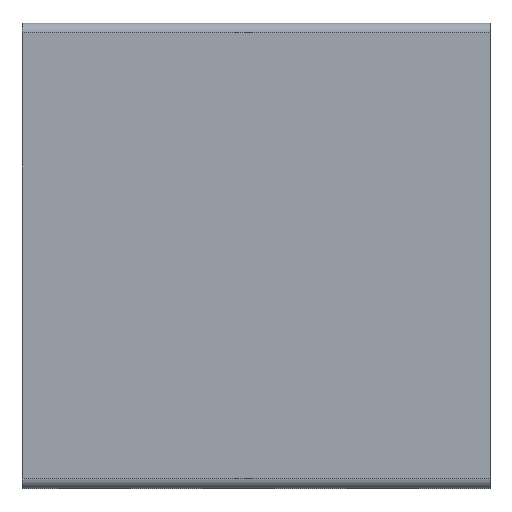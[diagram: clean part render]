
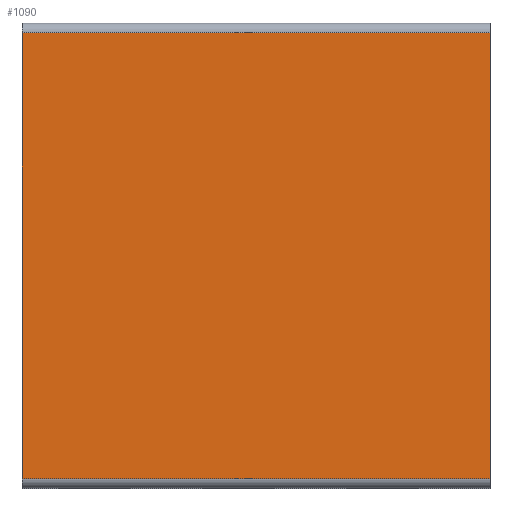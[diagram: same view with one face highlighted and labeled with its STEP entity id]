
A CAD part, top view. The second image highlights one B-rep face of the part: STEP entity #1090.
In plain terms, the highlighted planar face has unit normal (0, 0, 1).
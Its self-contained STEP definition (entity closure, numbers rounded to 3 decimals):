
#32 = PLANE('',#33);
#33 = AXIS2_PLACEMENT_3D('',#34,#35,#36);
#34 = CARTESIAN_POINT('',(17.75,-22.3,0.));
#35 = DIRECTION('',(-1.,0.,0.));
#36 = DIRECTION('',(0.,1.,0.));
#114 = VERTEX_POINT('',#115);
#115 = CARTESIAN_POINT('',(17.75,-21.8,19.6));
#134 = CYLINDRICAL_SURFACE('',#135,0.5);
#135 = AXIS2_PLACEMENT_3D('',#136,#137,#138);
#136 = CARTESIAN_POINT('',(-6.55,-21.8,19.1));
#137 = DIRECTION('',(1.,0.,0.));
#138 = DIRECTION('',(0.,0.,1.));
#146 = EDGE_CURVE('',#114,#147,#149,.T.);
#147 = VERTEX_POINT('',#148);
#148 = CARTESIAN_POINT('',(17.75,1.35,19.6));
#149 = SURFACE_CURVE('',#150,(#154,#161),.PCURVE_S1.);
#150 = LINE('',#151,#152);
#151 = CARTESIAN_POINT('',(17.75,-22.3,19.6));
#152 = VECTOR('',#153,1.);
#153 = DIRECTION('',(0.,1.,0.));
#154 = PCURVE('',#32,#155);
#155 = DEFINITIONAL_REPRESENTATION('',(#156),#160);
#156 = LINE('',#157,#158);
#157 = CARTESIAN_POINT('',(0.,-19.6));
#158 = VECTOR('',#159,1.);
#159 = DIRECTION('',(1.,0.));
#160 = ( GEOMETRIC_REPRESENTATION_CONTEXT(2)
PARAMETRIC_REPRESENTATION_CONTEXT() REPRESENTATION_CONTEXT('2D SPACE',''
) );
#161 = PCURVE('',#162,#167);
#162 = PLANE('',#163);
#163 = AXIS2_PLACEMENT_3D('',#164,#165,#166);
#164 = CARTESIAN_POINT('',(5.6,-10.225,19.6));
#165 = DIRECTION('',(0.,0.,1.));
#166 = DIRECTION('',(1.,0.,0.));
#167 = DEFINITIONAL_REPRESENTATION('',(#168),#172);
#168 = LINE('',#169,#170);
#169 = CARTESIAN_POINT('',(12.15,-12.075));
#170 = VECTOR('',#171,1.);
#171 = DIRECTION('',(0.,1.));
#172 = ( GEOMETRIC_REPRESENTATION_CONTEXT(2)
PARAMETRIC_REPRESENTATION_CONTEXT() REPRESENTATION_CONTEXT('2D SPACE',''
) );
#195 = CYLINDRICAL_SURFACE('',#196,0.5);
#196 = AXIS2_PLACEMENT_3D('',#197,#198,#199);
#197 = CARTESIAN_POINT('',(17.75,1.35,19.1));
#198 = DIRECTION('',(-1.,0.,0.));
#199 = DIRECTION('',(0.,1.,0.));
#305 = PLANE('',#306);
#306 = AXIS2_PLACEMENT_3D('',#307,#308,#309);
#307 = CARTESIAN_POINT('',(-6.55,1.85,0.));
#308 = DIRECTION('',(1.,0.,0.));
#309 = DIRECTION('',(0.,-1.,0.));
#995 = VERTEX_POINT('',#996);
#996 = CARTESIAN_POINT('',(-6.55,-21.8,19.6));
#1020 = EDGE_CURVE('',#995,#114,#1021,.T.);
#1021 = SURFACE_CURVE('',#1022,(#1026,#1033),.PCURVE_S1.);
#1022 = LINE('',#1023,#1024);
#1023 = CARTESIAN_POINT('',(-6.55,-21.8,19.6));
#1024 = VECTOR('',#1025,1.);
#1025 = DIRECTION('',(1.,0.,0.));
#1026 = PCURVE('',#134,#1027);
#1027 = DEFINITIONAL_REPRESENTATION('',(#1028),#1032);
#1028 = LINE('',#1029,#1030);
#1029 = CARTESIAN_POINT('',(0.,0.));
#1030 = VECTOR('',#1031,1.);
#1031 = DIRECTION('',(0.,1.));
#1032 = ( GEOMETRIC_REPRESENTATION_CONTEXT(2)
PARAMETRIC_REPRESENTATION_CONTEXT() REPRESENTATION_CONTEXT('2D SPACE',''
) );
#1033 = PCURVE('',#162,#1034);
#1034 = DEFINITIONAL_REPRESENTATION('',(#1035),#1039);
#1035 = LINE('',#1036,#1037);
#1036 = CARTESIAN_POINT('',(-12.15,-11.575));
#1037 = VECTOR('',#1038,1.);
#1038 = DIRECTION('',(1.,0.));
#1039 = ( GEOMETRIC_REPRESENTATION_CONTEXT(2)
PARAMETRIC_REPRESENTATION_CONTEXT() REPRESENTATION_CONTEXT('2D SPACE',''
) );
#1045 = EDGE_CURVE('',#147,#1046,#1048,.T.);
#1046 = VERTEX_POINT('',#1047);
#1047 = CARTESIAN_POINT('',(-6.55,1.35,19.6));
#1048 = SURFACE_CURVE('',#1049,(#1053,#1060),.PCURVE_S1.);
#1049 = LINE('',#1050,#1051);
#1050 = CARTESIAN_POINT('',(17.75,1.35,19.6));
#1051 = VECTOR('',#1052,1.);
#1052 = DIRECTION('',(-1.,0.,0.));
#1053 = PCURVE('',#195,#1054);
#1054 = DEFINITIONAL_REPRESENTATION('',(#1055),#1059);
#1055 = LINE('',#1056,#1057);
#1056 = CARTESIAN_POINT('',(-1.571,0.));
#1057 = VECTOR('',#1058,1.);
#1058 = DIRECTION('',(-0.,1.));
#1059 = ( GEOMETRIC_REPRESENTATION_CONTEXT(2)
PARAMETRIC_REPRESENTATION_CONTEXT() REPRESENTATION_CONTEXT('2D SPACE',''
) );
#1060 = PCURVE('',#162,#1061);
#1061 = DEFINITIONAL_REPRESENTATION('',(#1062),#1066);
#1062 = LINE('',#1063,#1064);
#1063 = CARTESIAN_POINT('',(12.15,11.575));
#1064 = VECTOR('',#1065,1.);
#1065 = DIRECTION('',(-1.,0.));
#1066 = ( GEOMETRIC_REPRESENTATION_CONTEXT(2)
PARAMETRIC_REPRESENTATION_CONTEXT() REPRESENTATION_CONTEXT('2D SPACE',''
) );
#1090 = ADVANCED_FACE('',(#1091),#162,.T.);
#1091 = FACE_BOUND('',#1092,.T.);
#1092 = EDGE_LOOP('',(#1093,#1094,#1095,#1116));
#1093 = ORIENTED_EDGE('',*,*,#146,.T.);
#1094 = ORIENTED_EDGE('',*,*,#1045,.T.);
#1095 = ORIENTED_EDGE('',*,*,#1096,.T.);
#1096 = EDGE_CURVE('',#1046,#995,#1097,.T.);
#1097 = SURFACE_CURVE('',#1098,(#1102,#1109),.PCURVE_S1.);
#1098 = LINE('',#1099,#1100);
#1099 = CARTESIAN_POINT('',(-6.55,1.85,19.6));
#1100 = VECTOR('',#1101,1.);
#1101 = DIRECTION('',(0.,-1.,0.));
#1102 = PCURVE('',#162,#1103);
#1103 = DEFINITIONAL_REPRESENTATION('',(#1104),#1108);
#1104 = LINE('',#1105,#1106);
#1105 = CARTESIAN_POINT('',(-12.15,12.075));
#1106 = VECTOR('',#1107,1.);
#1107 = DIRECTION('',(0.,-1.));
#1108 = ( GEOMETRIC_REPRESENTATION_CONTEXT(2)
PARAMETRIC_REPRESENTATION_CONTEXT() REPRESENTATION_CONTEXT('2D SPACE',''
) );
#1109 = PCURVE('',#305,#1110);
#1110 = DEFINITIONAL_REPRESENTATION('',(#1111),#1115);
#1111 = LINE('',#1112,#1113);
#1112 = CARTESIAN_POINT('',(0.,-19.6));
#1113 = VECTOR('',#1114,1.);
#1114 = DIRECTION('',(1.,0.));
#1115 = ( GEOMETRIC_REPRESENTATION_CONTEXT(2)
PARAMETRIC_REPRESENTATION_CONTEXT() REPRESENTATION_CONTEXT('2D SPACE',''
) );
#1116 = ORIENTED_EDGE('',*,*,#1020,.T.);
